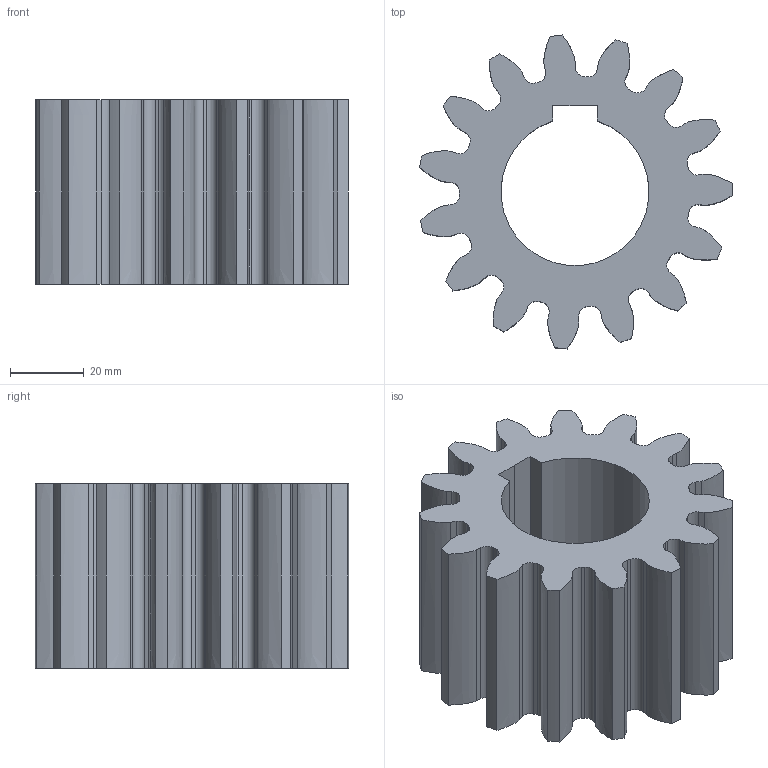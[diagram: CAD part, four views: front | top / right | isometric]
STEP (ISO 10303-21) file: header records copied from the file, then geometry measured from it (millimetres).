
FILE_DESCRIPTION(('CATIA V5 STEP Exchange'),'2;1');
FILE_NAME('1_driving_Gear.stp','2020-06-22T19:16:23+00:00',('none'),('none'),'CATIA Version 5 Release 21 GA (IN-10)','CATIA V5 STEP AP203','none');
FILE_SCHEMA(('CONFIG_CONTROL_DESIGN'));
Length unit declared in the file: millimetre
Products named in the file (1): Parametric Gear
Bounding box: 84.48 x 84.8 x 50 mm (x, y, z)
Volume: 150035.2 mm3; surface area: 35892.3 mm2
Topology: 1 solids, 1 shells, 127 faces, 375 edges, 250 vertices
Faces by surface type: cylinder 61, plane 36, extrusion 30
Entity records: 7360 total; most frequent: CARTESIAN_POINT 4146, ORIENTED_EDGE 750, DIRECTION 485, EDGE_CURVE 375, VERTEX_POINT 250, VECTOR 223, AXIS2_PLACEMENT_3D 193, LINE 193
